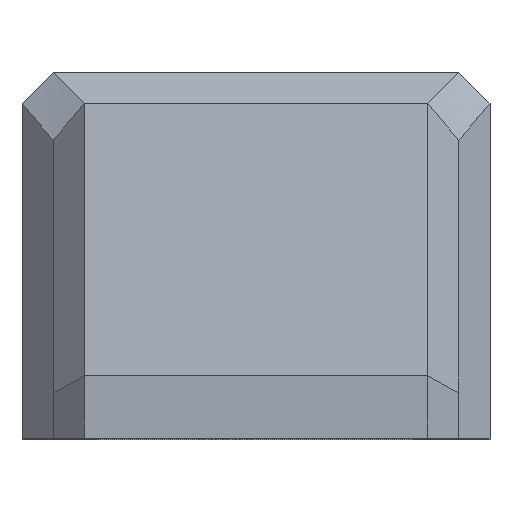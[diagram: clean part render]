
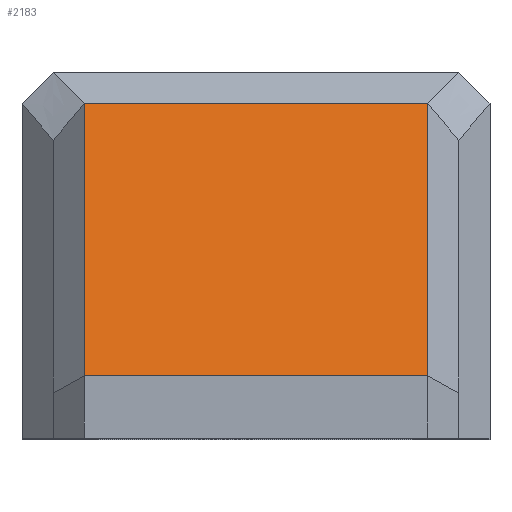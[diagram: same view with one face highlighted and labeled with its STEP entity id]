
A CAD part, top view. The second image highlights one B-rep face of the part: STEP entity #2183.
In plain terms, the highlighted planar face has unit normal (0, 0.848, 0.53).
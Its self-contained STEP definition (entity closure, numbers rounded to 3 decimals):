
#187=FACE_OUTER_BOUND('',#314,.T.);
#314=EDGE_LOOP('',(#1890,#1891,#1892,#1893));
#568=LINE('',#3602,#833);
#571=LINE('',#3607,#836);
#591=LINE('',#3646,#856);
#592=LINE('',#3648,#857);
#833=VECTOR('',#2711,10.);
#836=VECTOR('',#2716,10.);
#856=VECTOR('',#2756,10.);
#857=VECTOR('',#2759,10.);
#1041=VERTEX_POINT('',#3561);
#1046=VERTEX_POINT('',#3595);
#1048=VERTEX_POINT('',#3601);
#1058=VERTEX_POINT('',#3644);
#1327=EDGE_CURVE('',#1046,#1048,#568,.T.);
#1330=EDGE_CURVE('',#1046,#1041,#571,.T.);
#1351=EDGE_CURVE('',#1058,#1041,#591,.T.);
#1352=EDGE_CURVE('',#1058,#1048,#592,.T.);
#1890=ORIENTED_EDGE('',*,*,#1351,.F.);
#1891=ORIENTED_EDGE('',*,*,#1352,.T.);
#1892=ORIENTED_EDGE('',*,*,#1327,.F.);
#1893=ORIENTED_EDGE('',*,*,#1330,.T.);
#2066=PLANE('',#2311);
#2183=ADVANCED_FACE('',(#187),#2066,.F.);
#2311=AXIS2_PLACEMENT_3D('',#3647,#2757,#2758);
#2711=DIRECTION('',(0.,-0.53,0.848));
#2716=DIRECTION('',(-1.,0.,0.));
#2756=DIRECTION('',(0.,0.53,-0.848));
#2757=DIRECTION('center_axis',(0.,-0.848,-0.53));
#2758=DIRECTION('ref_axis',(0.,-0.53,0.848));
#2759=DIRECTION('',(1.,0.,0.));
#3561=CARTESIAN_POINT('',(-11.,0.,4.5));
#3595=CARTESIAN_POINT('',(11.,0.,4.5));
#3601=CARTESIAN_POINT('',(11.,-17.5,32.5));
#3602=CARTESIAN_POINT('',(11.,-3.02,9.331));
#3607=CARTESIAN_POINT('',(15.,0.,4.5));
#3644=CARTESIAN_POINT('',(-11.,-17.5,32.5));
#3646=CARTESIAN_POINT('',(-11.,-9.312,19.399));
#3647=CARTESIAN_POINT('Origin',(15.,0.,4.5));
#3648=CARTESIAN_POINT('',(0.,-17.5,32.5));
